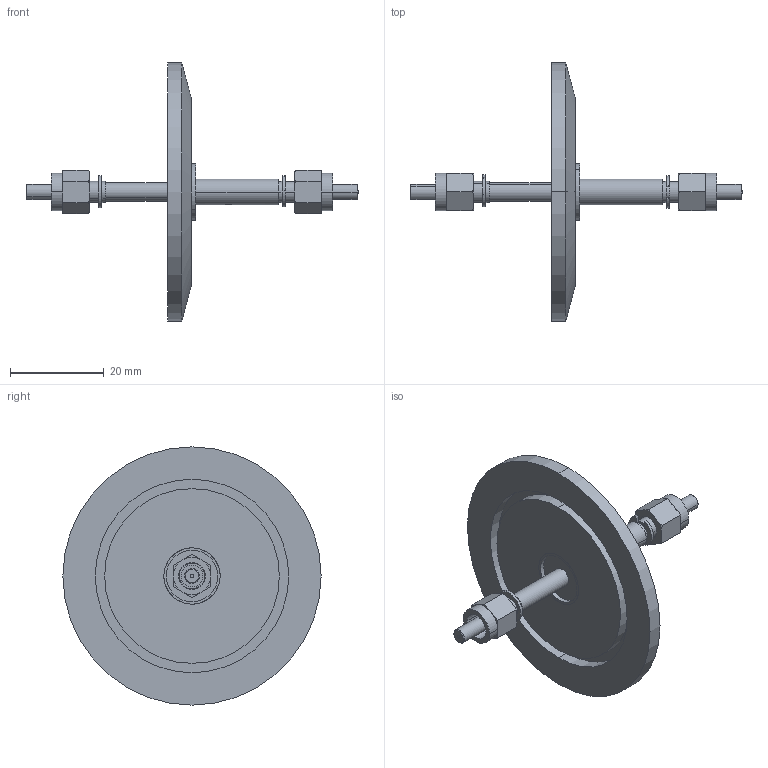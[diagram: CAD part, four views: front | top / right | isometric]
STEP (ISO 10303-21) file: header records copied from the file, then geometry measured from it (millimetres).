
FILE_DESCRIPTION (( 'STEP AP214' ), '1' );
FILE_NAME ('150-FFT-UV6-K40.STEP', '2017-05-29T10:47:34', ( '' ), ( '' ), 'SwSTEP 2.0', 'SolidWorks 2014', '' );
FILE_SCHEMA (( 'AUTOMOTIVE_DESIGN' ));
Length unit declared in the file: millimetre
Products named in the file (8): DIN_67991_ Sicherungsscheiben fürWelle 3,2mm; 1-4_36 SMA_Mutter; 9150-FFT-1; 9150-FFT-2; 9431-KF40-12_431-KF40-B; 150-FFT-UV6-K40; 150-FFT-UV6; 9150-MMF-600-UV_70,7
Assembly tree (9 placements, depth 3):
  150-FFT-UV6-K40
    9431-KF40-12_431-KF40-B
    150-FFT-UV6
      9150-FFT-2
      9150-FFT-1
      1-4_36 SMA_Mutter  x2
      DIN_67991_ Sicherungsscheiben fürWelle 3,2mm  x2
      9150-MMF-600-UV_70,7
Bounding box: 70.7 x 55 x 55 mm (x, y, z)
Volume: 11464.5 mm3; surface area: 8817.2 mm2
Topology: 8 solids, 8 shells, 190 faces, 426 edges, 269 vertices
Faces by surface type: cylinder 84, plane 74, torus 18, cone 14
Entity records: 4167 total; most frequent: CARTESIAN_POINT 735, DIRECTION 731, ORIENTED_EDGE 590, AXIS2_PLACEMENT_3D 302, EDGE_CURVE 295, VERTEX_POINT 188, EDGE_LOOP 163, CIRCLE 152
